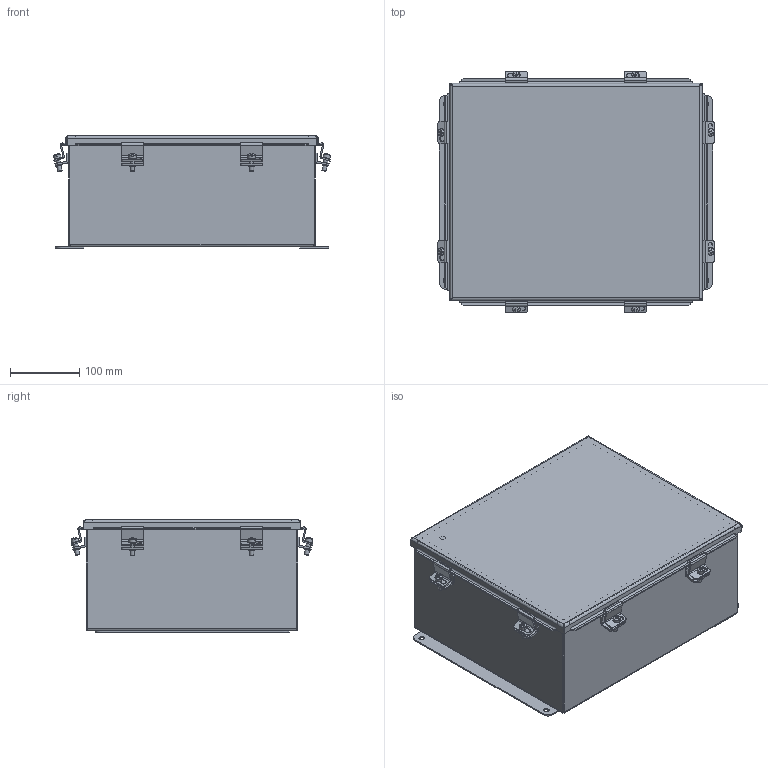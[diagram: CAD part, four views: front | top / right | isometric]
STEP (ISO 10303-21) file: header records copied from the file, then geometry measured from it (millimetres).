
FILE_DESCRIPTION(/* description */ ('NEMA4,JIC316SS,14X12X6'),/* implementation_level */ '2;1');
FILE_NAME(/* name */ 'BN4141206SSA.stp',/* time_stamp */ '2021-10-14T11:41:14-05:00',/* author */ ('jeberhart'),/* organization */ (''),/* preprocessor_version */ 'ST-DEVELOPER v18',/* originating_system */ 'Autodesk Inventor 2020',/* authorisation */ '');
FILE_SCHEMA (('AUTOMOTIVE_DESIGN { 1 0 10303 214 3 1 1 }'));
Length unit declared in the file: inch
Products named in the file (10): BN4141206SSA; 34973; 30811; 372164; 30810; B_1412SSALID; HFW3883; B_141206_SSABKP; 348131; B_1412_FIP
Assembly tree (34 placements, depth 2):
  BN4141206SSA
    34973  x4
    30811  x8
    372164  x8
    30810  x8
    B_1412SSALID
    HFW3883
    B_141206_SSABKP
    348131  x2
    B_1412_FIP
Bounding box: 398.98 x 348.22 x 162.15 mm (x, y, z)
Volume: 836168.3 mm3; surface area: 1038144.9 mm2
Topology: 34 solids, 34 shells, 801 faces, 1970 edges, 1289 vertices
Faces by surface type: plane 456, cylinder 226, bspline 48, torus 46, sphere 16, cone 9
Full cylindrical faces by diameter (mm): 2.794 x32, 3.962 x4, 4.826 x1, 4.978 x8, 6.35 x8, 7.62 x4, 7.874 x4, 8.56 x1, 8.738 x8, 10.402 x8, 15.875 x4
Entity records: 10261 total; most frequent: CARTESIAN_POINT 2583, DIRECTION 1445, ORIENTED_EDGE 1416, EDGE_CURVE 708, AXIS2_PLACEMENT_3D 494, LINE 457, VECTOR 457, VERTEX_POINT 427
